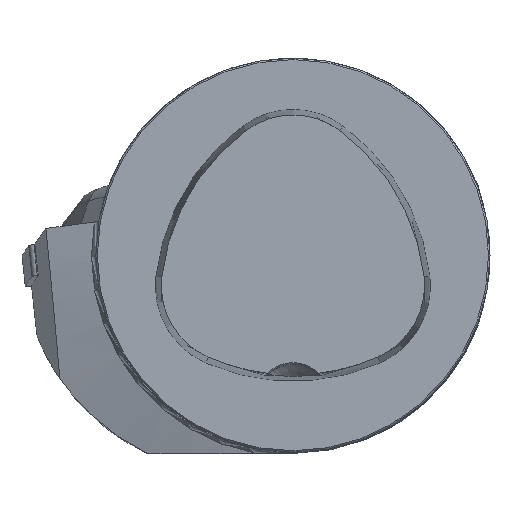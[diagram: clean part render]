
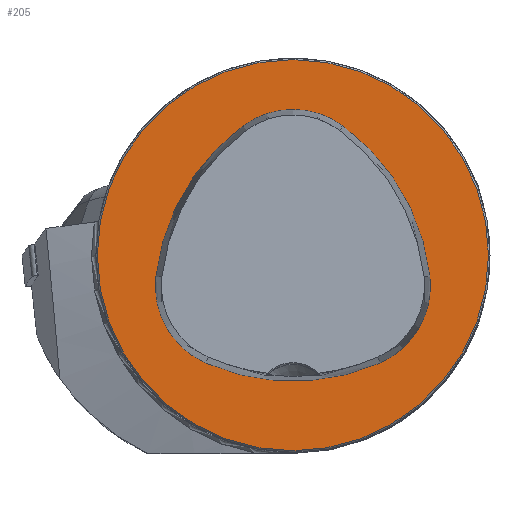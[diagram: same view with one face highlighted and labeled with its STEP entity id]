
A CAD part, top view. The second image highlights one B-rep face of the part: STEP entity #205.
In plain terms, the highlighted planar face has unit normal (0, 0, 1).
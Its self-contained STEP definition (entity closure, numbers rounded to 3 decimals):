
#102=FACE_BOUND('',#436,.T.);
#103=FACE_BOUND('',#437,.T.);
#165=CIRCLE('',#1825,44.075);
#167=CIRCLE('',#1828,44.075);
#168=CIRCLE('',#1829,17.075);
#169=CIRCLE('',#1830,44.075);
#170=CIRCLE('',#1831,17.075);
#171=CIRCLE('',#1832,17.075);
#172=CIRCLE('',#1833,39.7);
#205=ADVANCED_FACE('CU_FL_N1_SU_1',(#102,#103),#291,.T.);
#291=PLANE('',#1834);
#436=EDGE_LOOP('',(#732,#733,#734,#735,#736,#737));
#437=EDGE_LOOP('',(#738));
#732=ORIENTED_EDGE('',*,*,#1339,.F.);
#733=ORIENTED_EDGE('',*,*,#1340,.F.);
#734=ORIENTED_EDGE('',*,*,#1341,.F.);
#735=ORIENTED_EDGE('',*,*,#1342,.F.);
#736=ORIENTED_EDGE('',*,*,#1336,.F.);
#737=ORIENTED_EDGE('',*,*,#1343,.F.);
#738=ORIENTED_EDGE('',*,*,#1344,.T.);
#1161=VERTEX_POINT('',#2946);
#1162=VERTEX_POINT('',#2948);
#1164=VERTEX_POINT('',#2954);
#1165=VERTEX_POINT('',#2955);
#1166=VERTEX_POINT('',#2957);
#1167=VERTEX_POINT('',#2959);
#1168=VERTEX_POINT('',#2963);
#1336=EDGE_CURVE('',#1161,#1162,#165,.T.);
#1339=EDGE_CURVE('',#1164,#1165,#167,.T.);
#1340=EDGE_CURVE('',#1166,#1164,#168,.T.);
#1341=EDGE_CURVE('',#1167,#1166,#169,.T.);
#1342=EDGE_CURVE('',#1162,#1167,#170,.T.);
#1343=EDGE_CURVE('',#1165,#1161,#171,.T.);
#1344=EDGE_CURVE('',#1168,#1168,#172,.T.);
#1825=AXIS2_PLACEMENT_3D('',#2947,#2081,#2082);
#1828=AXIS2_PLACEMENT_3D('',#2953,#2088,#2089);
#1829=AXIS2_PLACEMENT_3D('',#2956,#2090,#2091);
#1830=AXIS2_PLACEMENT_3D('',#2958,#2092,#2093);
#1831=AXIS2_PLACEMENT_3D('',#2960,#2094,#2095);
#1832=AXIS2_PLACEMENT_3D('',#2961,#2096,#2097);
#1833=AXIS2_PLACEMENT_3D('',#2962,#2098,#2099);
#1834=AXIS2_PLACEMENT_3D('',#2964,#2100,#2101);
#2081=DIRECTION('',(0.,0.,1.));
#2082=DIRECTION('',(1.,0.,0.));
#2088=DIRECTION('',(0.,0.,1.));
#2089=DIRECTION('',(1.,0.,0.));
#2090=DIRECTION('',(0.,0.,1.));
#2091=DIRECTION('',(1.,0.,0.));
#2092=DIRECTION('',(0.,0.,1.));
#2093=DIRECTION('',(1.,0.,0.));
#2094=DIRECTION('',(0.,0.,1.));
#2095=DIRECTION('',(1.,0.,0.));
#2096=DIRECTION('',(0.,0.,1.));
#2097=DIRECTION('',(1.,0.,0.));
#2098=DIRECTION('',(0.,0.,1.));
#2099=DIRECTION('',(1.,0.,0.));
#2100=DIRECTION('',(0.,0.,1.));
#2101=DIRECTION('',(1.,0.,0.));
#2946=CARTESIAN_POINT('',(-17.691,-21.869,0.));
#2947=CARTESIAN_POINT('',(0.,18.5,0.));
#2948=CARTESIAN_POINT('',(17.691,-21.869,0.));
#2953=CARTESIAN_POINT('',(15.993,-9.254,0.));
#2954=CARTESIAN_POINT('',(-10.114,26.257,0.));
#2955=CARTESIAN_POINT('',(-27.805,-4.317,0.));
#2956=CARTESIAN_POINT('',(0.,12.5,0.));
#2957=CARTESIAN_POINT('',(10.114,26.257,0.));
#2958=CARTESIAN_POINT('',(-15.993,-9.254,0.));
#2959=CARTESIAN_POINT('',(27.805,-4.317,0.));
#2960=CARTESIAN_POINT('',(10.837,-6.23,0.));
#2961=CARTESIAN_POINT('',(-10.837,-6.23,0.));
#2962=CARTESIAN_POINT('',(0.,0.,0.));
#2963=CARTESIAN_POINT('',(39.7,0.,0.));
#2964=CARTESIAN_POINT('',(0.,0.,0.));
